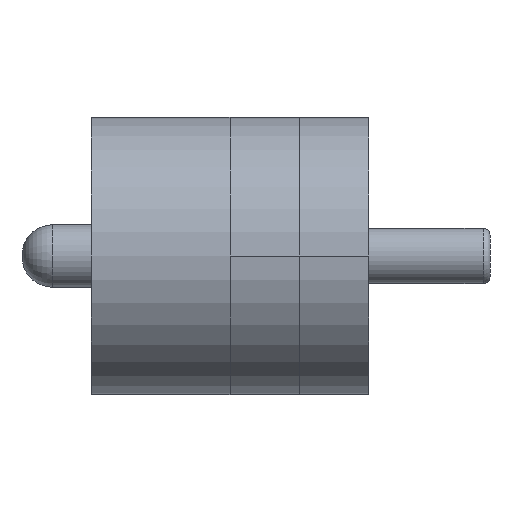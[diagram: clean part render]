
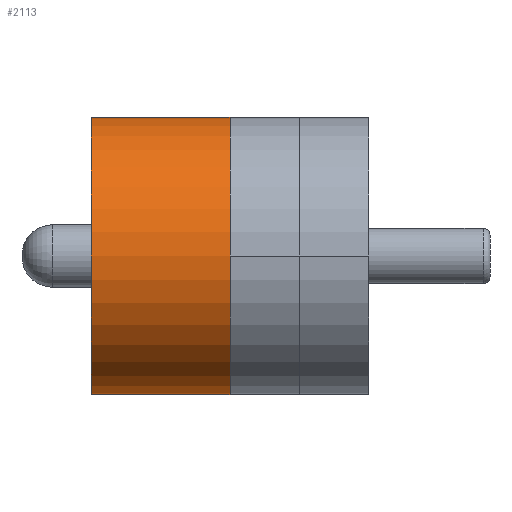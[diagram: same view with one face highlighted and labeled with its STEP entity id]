
A CAD part, left-side view. The second image highlights one B-rep face of the part: STEP entity #2113.
In plain terms, the highlighted cylindrical face has radius 2 mm (diameter 4 mm), a partial arc.
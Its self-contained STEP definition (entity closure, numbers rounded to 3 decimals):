
#23 = ORIENTED_EDGE ( 'NONE', *, *, #1448, .F. ) ;
#53 = VERTEX_POINT ( 'NONE', #2356 ) ;
#84 = VECTOR ( 'NONE', #1271, 1000. ) ;
#248 = VERTEX_POINT ( 'NONE', #568 ) ;
#315 = AXIS2_PLACEMENT_3D ( 'NONE', #1223, #2071, #2274 ) ;
#357 = EDGE_LOOP ( 'NONE', ( #2424, #2240, #23, #2486 ) ) ;
#380 = CARTESIAN_POINT ( 'NONE',  ( -6.99, 2.5, 0. ) ) ;
#439 = CARTESIAN_POINT ( 'NONE',  ( -6.99, 0.5, 2. ) ) ;
#459 = EDGE_CURVE ( 'NONE', #53, #2375, #1086, .T. ) ;
#568 = CARTESIAN_POINT ( 'NONE',  ( -6.99, 0.5, 0. ) ) ;
#626 = DIRECTION ( 'NONE',  ( 0., 1., 0. ) ) ;
#664 = CARTESIAN_POINT ( 'NONE',  ( -6.99, 2.5, 0. ) ) ;
#705 = CARTESIAN_POINT ( 'NONE',  ( -6.99, 0.5, 4. ) ) ;
#708 = CYLINDRICAL_SURFACE ( 'NONE', #1033, 2. ) ;
#736 = CIRCLE ( 'NONE', #1717, 2. ) ;
#1033 = AXIS2_PLACEMENT_3D ( 'NONE', #1047, #2471, #1447 ) ;
#1047 = CARTESIAN_POINT ( 'NONE',  ( -6.99, 2.5, 2. ) ) ;
#1086 = LINE ( 'NONE', #2340, #2443 ) ;
#1095 = VERTEX_POINT ( 'NONE', #380 ) ;
#1212 = DIRECTION ( 'NONE',  ( -1., 0., 0. ) ) ;
#1223 = CARTESIAN_POINT ( 'NONE',  ( -6.99, 2.5, 2. ) ) ;
#1265 = CIRCLE ( 'NONE', #315, 2. ) ;
#1271 = DIRECTION ( 'NONE',  ( 0., -1., 0. ) ) ;
#1341 = DIRECTION ( 'NONE',  ( 0., -1., 0. ) ) ;
#1447 = DIRECTION ( 'NONE',  ( 1., 0., 0. ) ) ;
#1448 = EDGE_CURVE ( 'NONE', #1095, #53, #1265, .T. ) ;
#1626 = LINE ( 'NONE', #664, #84 ) ;
#1717 = AXIS2_PLACEMENT_3D ( 'NONE', #439, #626, #1212 ) ;
#1808 = FACE_OUTER_BOUND ( 'NONE', #357, .T. ) ;
#2071 = DIRECTION ( 'NONE',  ( 0., 1., 0. ) ) ;
#2113 = ADVANCED_FACE ( 'NONE', ( #1808 ), #708, .T. ) ;
#2127 = EDGE_CURVE ( 'NONE', #1095, #248, #1626, .T. ) ;
#2240 = ORIENTED_EDGE ( 'NONE', *, *, #459, .F. ) ;
#2274 = DIRECTION ( 'NONE',  ( -1., 0., 0. ) ) ;
#2340 = CARTESIAN_POINT ( 'NONE',  ( -6.99, 2.5, 4. ) ) ;
#2356 = CARTESIAN_POINT ( 'NONE',  ( -6.99, 2.5, 4. ) ) ;
#2375 = VERTEX_POINT ( 'NONE', #705 ) ;
#2424 = ORIENTED_EDGE ( 'NONE', *, *, #2566, .T. ) ;
#2443 = VECTOR ( 'NONE', #1341, 1000. ) ;
#2471 = DIRECTION ( 'NONE',  ( 0., -1., 0. ) ) ;
#2486 = ORIENTED_EDGE ( 'NONE', *, *, #2127, .T. ) ;
#2566 = EDGE_CURVE ( 'NONE', #248, #2375, #736, .T. ) ;
